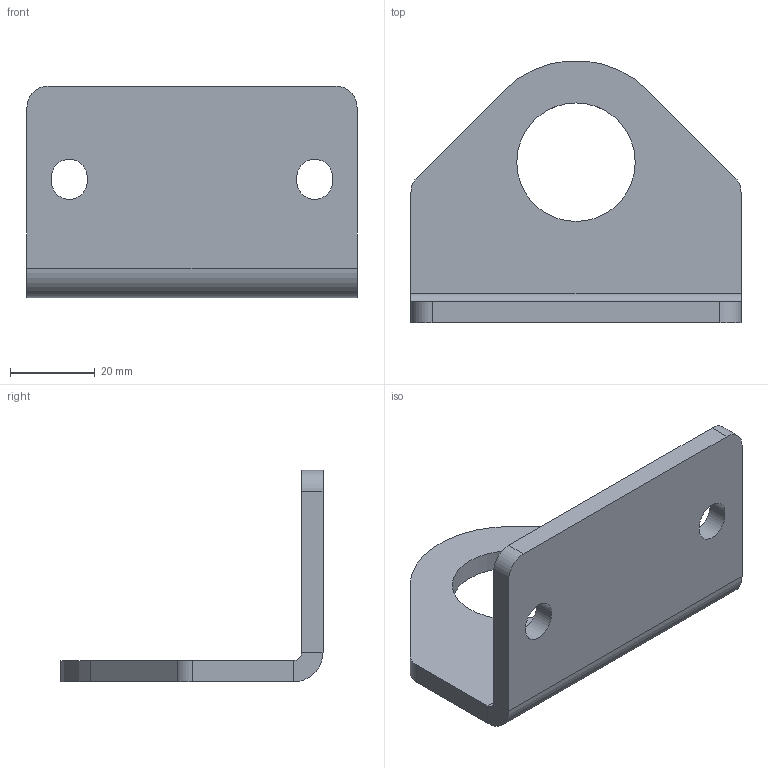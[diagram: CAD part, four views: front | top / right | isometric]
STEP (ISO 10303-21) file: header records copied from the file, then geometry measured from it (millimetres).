
FILE_DESCRIPTION(/* description */ (''),/* implementation_level */ '2;1');
FILE_NAME(/* name */ '800 062.stp',/* time_stamp */ '2023-12-18T09:11:49+01:00',/* author */ ('dusan.cotek'),/* organization */ (''),/* preprocessor_version */ 'ST-DEVELOPER v20',/* originating_system */ 'Autodesk Inventor 2024',/* authorisation */ '');
FILE_SCHEMA (('AUTOMOTIVE_DESIGN { 1 0 10303 214 3 1 1 }'));
Length unit declared in the file: millimetre
Products named in the file (1): 800 062
Bounding box: 78 x 61.91 x 50 mm (x, y, z)
Volume: 32840.5 mm3; surface area: 15489.6 mm2
Topology: 1 solids, 1 shells, 29 faces, 73 edges, 46 vertices
Faces by surface type: plane 17, cylinder 12
Full cylindrical faces by diameter (mm): 28 x1
Entity records: 922 total; most frequent: DIRECTION 157, CARTESIAN_POINT 149, ORIENTED_EDGE 146, EDGE_CURVE 73, AXIS2_PLACEMENT_3D 54, LINE 49, VECTOR 49, VERTEX_POINT 46
